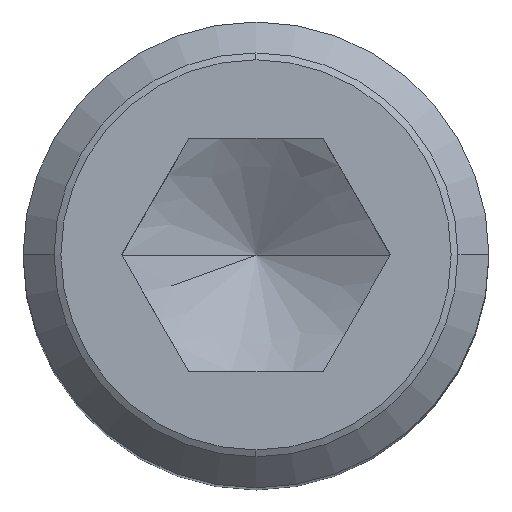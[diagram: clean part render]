
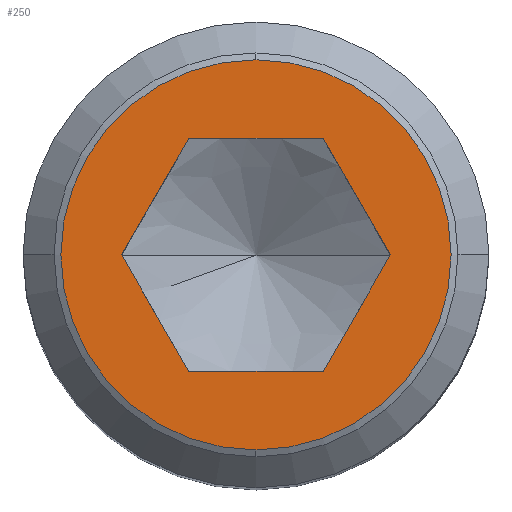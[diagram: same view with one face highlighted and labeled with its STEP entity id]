
A CAD part, top view. The second image highlights one B-rep face of the part: STEP entity #250.
In plain terms, the highlighted planar face has unit normal (0, 0, 1).
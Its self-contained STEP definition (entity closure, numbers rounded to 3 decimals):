
#168=EDGE_CURVE('',#206,#304,#391,.T.);
#176=EDGE_CURVE('',#290,#208,#401,.T.);
#186=EDGE_CURVE('',#304,#206,#414,.T.);
#206=VERTEX_POINT('',#434);
#208=VERTEX_POINT('',#436);
#214=EDGE_CURVE('',#208,#244,#443,.T.);
#244=VERTEX_POINT('',#475);
#250=ADVANCED_FACE('',(#482,#483),#484,.T.);
#256=EDGE_CURVE('',#244,#328,#490,.T.);
#288=EDGE_CURVE('',#310,#290,#525,.T.);
#290=VERTEX_POINT('',#527);
#294=EDGE_CURVE('',#324,#310,#532,.T.);
#304=VERTEX_POINT('',#542);
#310=VERTEX_POINT('',#548);
#314=EDGE_CURVE('',#328,#324,#553,.T.);
#324=VERTEX_POINT('',#564);
#328=VERTEX_POINT('',#568);
#391=CIRCLE('',#636,4.188);
#401=LINE('',#646,#647);
#414=CIRCLE('',#671,4.188);
#434=CARTESIAN_POINT('',(0.,-4.188,0.));
#436=CARTESIAN_POINT('',(-1.443,2.5,0.));
#443=LINE('',#718,#719);
#475=CARTESIAN_POINT('',(1.443,2.5,0.));
#482=FACE_BOUND('',#786,.T.);
#483=FACE_OUTER_BOUND('',#787,.T.);
#484=PLANE('',#788);
#490=LINE('',#807,#808);
#525=LINE('',#856,#857);
#527=CARTESIAN_POINT('',(-2.887,0.0,0.));
#532=LINE('',#865,#866);
#542=CARTESIAN_POINT('',(0.,4.188,0.));
#548=CARTESIAN_POINT('',(-1.443,-2.5,0.));
#553=LINE('',#904,#905);
#564=CARTESIAN_POINT('',(1.443,-2.5,0.));
#568=CARTESIAN_POINT('',(2.887,0.0,0.));
#636=AXIS2_PLACEMENT_3D('',#995,#996,#997);
#646=CARTESIAN_POINT('',(-1.804,1.875,0.));
#647=VECTOR('',#1016,1.0);
#671=AXIS2_PLACEMENT_3D('',#1041,#1042,#1043);
#718=CARTESIAN_POINT('',(0.722,2.5,0.));
#719=VECTOR('',#1056,1.0);
#786=EDGE_LOOP('',(#1090,#1091,#1092,#1093,#1094,#1095));
#787=EDGE_LOOP('',(#1096,#1097));
#788=AXIS2_PLACEMENT_3D('',#1098,#1099,#1100);
#807=CARTESIAN_POINT('',(2.526,0.625,0.));
#808=VECTOR('',#1102,1.0);
#856=CARTESIAN_POINT('',(-2.526,-0.625,0.));
#857=VECTOR('',#1140,1.0);
#865=CARTESIAN_POINT('',(-0.722,-2.5,0.));
#866=VECTOR('',#1147,1.0);
#904=CARTESIAN_POINT('',(1.804,-1.875,0.));
#905=VECTOR('',#1164,1.0);
#995=CARTESIAN_POINT('',(0.,0.,0.));
#996=DIRECTION('',(0.0,0.0,1.0));
#997=DIRECTION('',(0.,1.0,0.0));
#1016=DIRECTION('',(0.5,0.866,0.));
#1041=CARTESIAN_POINT('',(0.,0.,0.));
#1042=DIRECTION('',(0.0,0.0,1.0));
#1043=DIRECTION('',(0.,1.0,0.0));
#1056=DIRECTION('',(1.0,0.0,0.0));
#1090=ORIENTED_EDGE('',*,*,#288,.T.);
#1091=ORIENTED_EDGE('',*,*,#176,.T.);
#1092=ORIENTED_EDGE('',*,*,#214,.T.);
#1093=ORIENTED_EDGE('',*,*,#256,.T.);
#1094=ORIENTED_EDGE('',*,*,#314,.T.);
#1095=ORIENTED_EDGE('',*,*,#294,.T.);
#1096=ORIENTED_EDGE('',*,*,#186,.T.);
#1097=ORIENTED_EDGE('',*,*,#168,.T.);
#1098=CARTESIAN_POINT('',(-3.569,0.,0.));
#1099=DIRECTION('',(0.0,0.0,1.0));
#1100=DIRECTION('',(-1.0,0.,0.0));
#1102=DIRECTION('',(0.5,-0.866,0.));
#1140=DIRECTION('',(-0.5,0.866,0.));
#1147=DIRECTION('',(-1.0,0.0,0.0));
#1164=DIRECTION('',(-0.5,-0.866,0.));
